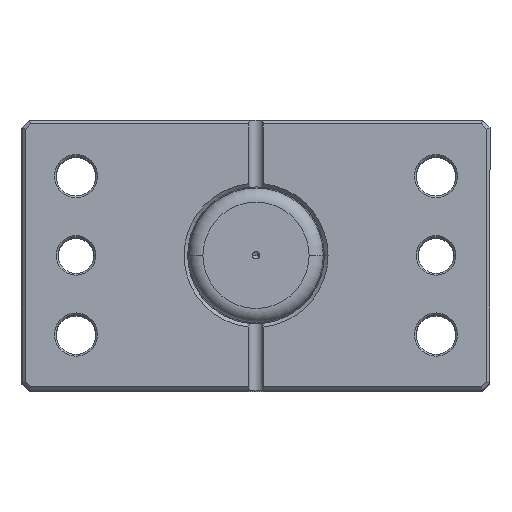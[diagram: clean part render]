
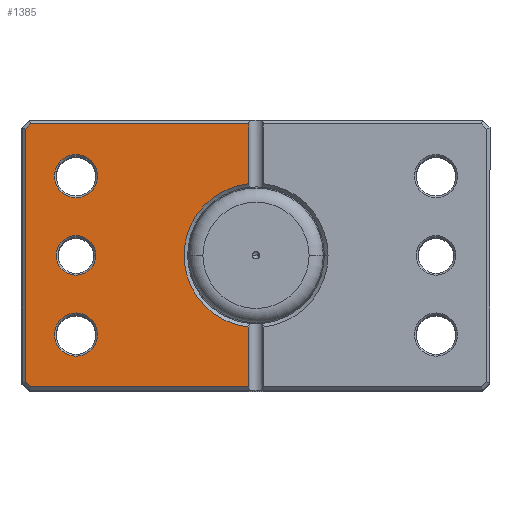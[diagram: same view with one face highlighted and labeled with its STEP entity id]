
A CAD part, top view. The second image highlights one B-rep face of the part: STEP entity #1385.
In plain terms, the highlighted face is planar.
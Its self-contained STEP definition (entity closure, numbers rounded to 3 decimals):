
#38 = VERTEX_POINT ( 'NONE', #3247 ) ;
#61 = CARTESIAN_POINT ( 'NONE',  ( 50., 0., 0. ) ) ;
#66 = DIRECTION ( 'NONE',  ( 0., 0., 1. ) ) ;
#76 = EDGE_LOOP ( 'NONE', ( #1975, #3474, #107, #1653, #668, #1643, #459, #5906 ) ) ;
#87 = CARTESIAN_POINT ( 'NONE',  ( 62.586, -36.5, 0. ) ) ;
#107 = ORIENTED_EDGE ( 'NONE', *, *, #1965, .T. ) ;
#120 = EDGE_LOOP ( 'NONE', ( #1818, #3886 ) ) ;
#235 = DIRECTION ( 'NONE',  ( 1., 0., 0. ) ) ;
#459 = ORIENTED_EDGE ( 'NONE', *, *, #1967, .T. ) ;
#470 = DIRECTION ( 'NONE',  ( -0.707, -0.707, 0. ) ) ;
#522 = VECTOR ( 'NONE', #7083, 1000. ) ;
#573 = AXIS2_PLACEMENT_3D ( 'NONE', #6838, #3487, #235 ) ;
#585 = FACE_OUTER_BOUND ( 'NONE', #76, .T. ) ;
#606 = DIRECTION ( 'NONE',  ( 1., 0., 0. ) ) ;
#610 = DIRECTION ( 'NONE',  ( 0., 0., 1. ) ) ;
#668 = ORIENTED_EDGE ( 'NONE', *, *, #3459, .T. ) ;
#693 = PLANE ( 'NONE',  #5179 ) ;
#751 = LINE ( 'NONE', #1628, #3128 ) ;
#785 = CIRCLE ( 'NONE', #2040, 20. ) ;
#817 = CARTESIAN_POINT ( 'NONE',  ( 0., 0., 0. ) ) ;
#1015 = DIRECTION ( 'NONE',  ( 0.707, -0.707, 0. ) ) ;
#1082 = DIRECTION ( 'NONE',  ( -1., 0., 0. ) ) ;
#1182 = DIRECTION ( 'NONE',  ( 0., 0., 1. ) ) ;
#1243 = DIRECTION ( 'NONE',  ( 0., 0., 1. ) ) ;
#1281 = CARTESIAN_POINT ( 'NONE',  ( 44.5, 0., 0. ) ) ;
#1347 = DIRECTION ( 'NONE',  ( 0., 0., 1. ) ) ;
#1350 = AXIS2_PLACEMENT_3D ( 'NONE', #4632, #1347, #5204 ) ;
#1356 = DIRECTION ( 'NONE',  ( 1., 0., 0. ) ) ;
#1385 = ADVANCED_FACE ( 'NONE', ( #4791, #3475, #6282, #585 ), #693, .F. ) ;
#1465 = EDGE_CURVE ( 'NONE', #6881, #1735, #4258, .T. ) ;
#1628 = CARTESIAN_POINT ( 'NONE',  ( 0., -36.5, 0. ) ) ;
#1643 = ORIENTED_EDGE ( 'NONE', *, *, #6328, .T. ) ;
#1653 = ORIENTED_EDGE ( 'NONE', *, *, #6052, .T. ) ;
#1688 = CIRCLE ( 'NONE', #4859, 6. ) ;
#1735 = VERTEX_POINT ( 'NONE', #1826 ) ;
#1773 = VECTOR ( 'NONE', #1015, 1000. ) ;
#1818 = ORIENTED_EDGE ( 'NONE', *, *, #1465, .T. ) ;
#1826 = CARTESIAN_POINT ( 'NONE',  ( 55.5, 0., 0. ) ) ;
#1901 = CARTESIAN_POINT ( 'NONE',  ( 64., 0., 0. ) ) ;
#1965 = EDGE_CURVE ( 'NONE', #3187, #5190, #3816, .T. ) ;
#1967 = EDGE_CURVE ( 'NONE', #6287, #5073, #6797, .T. ) ;
#1974 = CIRCLE ( 'NONE', #3636, 6. ) ;
#1975 = ORIENTED_EDGE ( 'NONE', *, *, #3450, .T. ) ;
#1989 = ORIENTED_EDGE ( 'NONE', *, *, #6115, .T. ) ;
#2040 = AXIS2_PLACEMENT_3D ( 'NONE', #817, #4641, #1356 ) ;
#2082 = CARTESIAN_POINT ( 'NONE',  ( 0., 36.5, 0. ) ) ;
#2143 = VECTOR ( 'NONE', #2770, 1000. ) ;
#2605 = EDGE_CURVE ( 'NONE', #4811, #6336, #5866, .T. ) ;
#2619 = DIRECTION ( 'NONE',  ( 0., 1., 0. ) ) ;
#2654 = CARTESIAN_POINT ( 'NONE',  ( 49.543, 49.543, 0. ) ) ;
#2766 = EDGE_CURVE ( 'NONE', #1735, #6881, #3671, .T. ) ;
#2770 = DIRECTION ( 'NONE',  ( 1., 0., 0. ) ) ;
#2781 = CARTESIAN_POINT ( 'NONE',  ( 2., -19.9, 0. ) ) ;
#2862 = CARTESIAN_POINT ( 'NONE',  ( 0., 0., 0. ) ) ;
#2924 = CARTESIAN_POINT ( 'NONE',  ( 64., -35.086, 0. ) ) ;
#3128 = VECTOR ( 'NONE', #1082, 1000. ) ;
#3163 = CARTESIAN_POINT ( 'NONE',  ( 49.543, -49.543, 0. ) ) ;
#3187 = VERTEX_POINT ( 'NONE', #3421 ) ;
#3247 = CARTESIAN_POINT ( 'NONE',  ( 56., -22., 0. ) ) ;
#3307 = VERTEX_POINT ( 'NONE', #5194 ) ;
#3320 = CARTESIAN_POINT ( 'NONE',  ( 50., 22., 0. ) ) ;
#3401 = ORIENTED_EDGE ( 'NONE', *, *, #6732, .T. ) ;
#3421 = CARTESIAN_POINT ( 'NONE',  ( 2., 19.9, 0. ) ) ;
#3449 = VERTEX_POINT ( 'NONE', #4283 ) ;
#3450 = EDGE_CURVE ( 'NONE', #3449, #6733, #6189, .T. ) ;
#3459 = EDGE_CURVE ( 'NONE', #5537, #3792, #4713, .T. ) ;
#3474 = ORIENTED_EDGE ( 'NONE', *, *, #6319, .T. ) ;
#3475 = FACE_BOUND ( 'NONE', #3629, .T. ) ;
#3482 = CARTESIAN_POINT ( 'NONE',  ( 2., 36.5, 0. ) ) ;
#3487 = DIRECTION ( 'NONE',  ( 0., 0., 1. ) ) ;
#3501 = VECTOR ( 'NONE', #6899, 1000. ) ;
#3619 = ORIENTED_EDGE ( 'NONE', *, *, #4853, .T. ) ;
#3629 = EDGE_LOOP ( 'NONE', ( #1989, #3619 ) ) ;
#3636 = AXIS2_PLACEMENT_3D ( 'NONE', #4459, #1182, #5026 ) ;
#3652 = VECTOR ( 'NONE', #470, 1000. ) ;
#3671 = CIRCLE ( 'NONE', #4079, 5.5 ) ;
#3725 = CARTESIAN_POINT ( 'NONE',  ( 2., 37.5, 0. ) ) ;
#3792 = VERTEX_POINT ( 'NONE', #4483 ) ;
#3816 = LINE ( 'NONE', #6515, #5492 ) ;
#3872 = DIRECTION ( 'NONE',  ( 0., 0., 1. ) ) ;
#3878 = CARTESIAN_POINT ( 'NONE',  ( 50., 22., 0. ) ) ;
#3879 = DIRECTION ( 'NONE',  ( 1., 0., 0. ) ) ;
#3886 = ORIENTED_EDGE ( 'NONE', *, *, #2766, .T. ) ;
#4052 = EDGE_LOOP ( 'NONE', ( #4178, #3401 ) ) ;
#4079 = AXIS2_PLACEMENT_3D ( 'NONE', #61, #3872, #606 ) ;
#4127 = EDGE_CURVE ( 'NONE', #5073, #3449, #751, .T. ) ;
#4178 = ORIENTED_EDGE ( 'NONE', *, *, #2605, .T. ) ;
#4258 = CIRCLE ( 'NONE', #1350, 5.5 ) ;
#4283 = CARTESIAN_POINT ( 'NONE',  ( 2., -36.5, 0. ) ) ;
#4425 = DIRECTION ( 'NONE',  ( 1., 0., 0. ) ) ;
#4459 = CARTESIAN_POINT ( 'NONE',  ( 50., -22., 0. ) ) ;
#4483 = CARTESIAN_POINT ( 'NONE',  ( 64., 35.086, 0. ) ) ;
#4632 = CARTESIAN_POINT ( 'NONE',  ( 50., 0., 0. ) ) ;
#4641 = DIRECTION ( 'NONE',  ( 0., 0., 1. ) ) ;
#4713 = LINE ( 'NONE', #2654, #1773 ) ;
#4791 = FACE_BOUND ( 'NONE', #120, .T. ) ;
#4811 = VERTEX_POINT ( 'NONE', #5098 ) ;
#4853 = EDGE_CURVE ( 'NONE', #38, #3307, #5301, .T. ) ;
#4859 = AXIS2_PLACEMENT_3D ( 'NONE', #3320, #66, #3879 ) ;
#4894 = CARTESIAN_POINT ( 'NONE',  ( 62.586, 36.5, 0. ) ) ;
#4979 = LINE ( 'NONE', #1901, #3501 ) ;
#5026 = DIRECTION ( 'NONE',  ( 1., 0., 0. ) ) ;
#5070 = LINE ( 'NONE', #2082, #2143 ) ;
#5073 = VERTEX_POINT ( 'NONE', #87 ) ;
#5096 = DIRECTION ( 'NONE',  ( 1., 0., 0. ) ) ;
#5098 = CARTESIAN_POINT ( 'NONE',  ( 44., 22., 0. ) ) ;
#5179 = AXIS2_PLACEMENT_3D ( 'NONE', #2862, #1243, #5096 ) ;
#5190 = VERTEX_POINT ( 'NONE', #3482 ) ;
#5194 = CARTESIAN_POINT ( 'NONE',  ( 44., -22., 0. ) ) ;
#5204 = DIRECTION ( 'NONE',  ( 1., 0., 0. ) ) ;
#5213 = CARTESIAN_POINT ( 'NONE',  ( 56., 22., 0. ) ) ;
#5301 = CIRCLE ( 'NONE', #573, 6. ) ;
#5492 = VECTOR ( 'NONE', #2619, 1000. ) ;
#5537 = VERTEX_POINT ( 'NONE', #4894 ) ;
#5866 = CIRCLE ( 'NONE', #6469, 6. ) ;
#5906 = ORIENTED_EDGE ( 'NONE', *, *, #4127, .T. ) ;
#6052 = EDGE_CURVE ( 'NONE', #5190, #5537, #5070, .T. ) ;
#6115 = EDGE_CURVE ( 'NONE', #3307, #38, #1974, .T. ) ;
#6189 = LINE ( 'NONE', #3725, #522 ) ;
#6282 = FACE_BOUND ( 'NONE', #4052, .T. ) ;
#6287 = VERTEX_POINT ( 'NONE', #2924 ) ;
#6319 = EDGE_CURVE ( 'NONE', #6733, #3187, #785, .T. ) ;
#6328 = EDGE_CURVE ( 'NONE', #3792, #6287, #4979, .T. ) ;
#6336 = VERTEX_POINT ( 'NONE', #5213 ) ;
#6469 = AXIS2_PLACEMENT_3D ( 'NONE', #3878, #610, #4425 ) ;
#6515 = CARTESIAN_POINT ( 'NONE',  ( 2., 37.5, 0. ) ) ;
#6732 = EDGE_CURVE ( 'NONE', #6336, #4811, #1688, .T. ) ;
#6733 = VERTEX_POINT ( 'NONE', #2781 ) ;
#6797 = LINE ( 'NONE', #3163, #3652 ) ;
#6838 = CARTESIAN_POINT ( 'NONE',  ( 50., -22., 0. ) ) ;
#6881 = VERTEX_POINT ( 'NONE', #1281 ) ;
#6899 = DIRECTION ( 'NONE',  ( 0., -1., 0. ) ) ;
#7083 = DIRECTION ( 'NONE',  ( 0., 1., 0. ) ) ;
